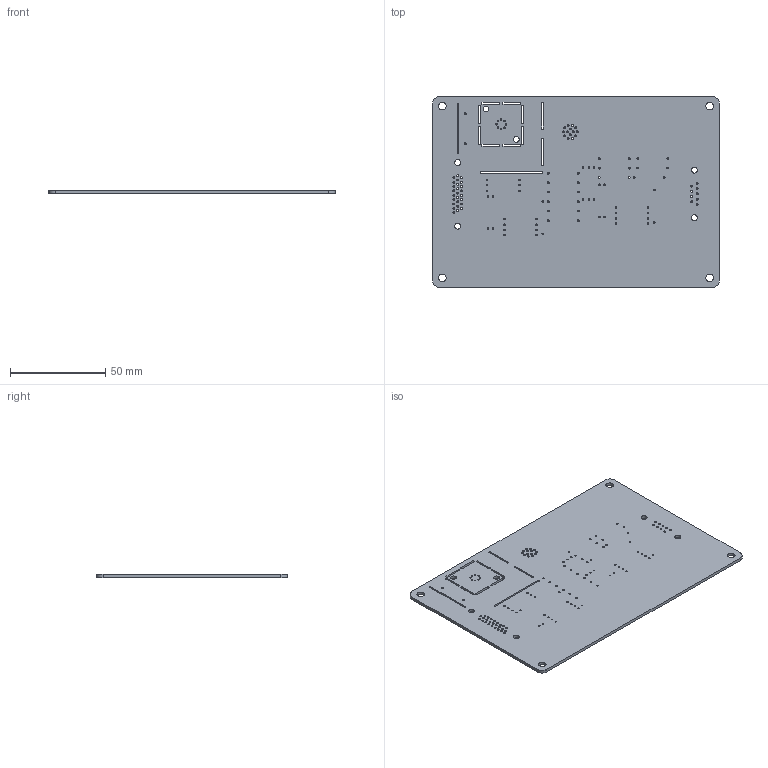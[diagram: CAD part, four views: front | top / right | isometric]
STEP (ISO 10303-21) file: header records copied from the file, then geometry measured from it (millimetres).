
FILE_DESCRIPTION(('Open CASCADE Model'),'2;1');
FILE_NAME('Open CASCADE Shape Model','2024-11-27T17:24:36',('Author'),( 'Open CASCADE'),'Open CASCADE STEP processor 7.5','Open CASCADE 7.5' ,'Unknown');
FILE_SCHEMA(('AUTOMOTIVE_DESIGN { 1 0 10303 214 1 1 1 1 }'));
Length unit declared in the file: millimetre
Products named in the file (1): Open CASCADE STEP translator 7.5 1
Bounding box: 150 x 100 x 1.6 mm (x, y, z)
Volume: 23491.4 mm3; surface area: 31404.2 mm2
Topology: 1 solids, 1 shells, 239 faces, 711 edges, 474 vertices
Faces by surface type: cylinder 185, plane 54
Full cylindrical faces by diameter (mm): 0.8 x48, 0.914 x26, 1 x49, 3 x2, 3.15 x4, 4 x4
Entity records: 8814 total; most frequent: DIRECTION 1561, CARTESIAN_POINT 1425, ORIENTED_EDGE 1422, EDGE_CURVE 711, AXIS2_PLACEMENT_3D 610, FACE_BOUND 529, EDGE_LOOP 529, VERTEX_POINT 474
